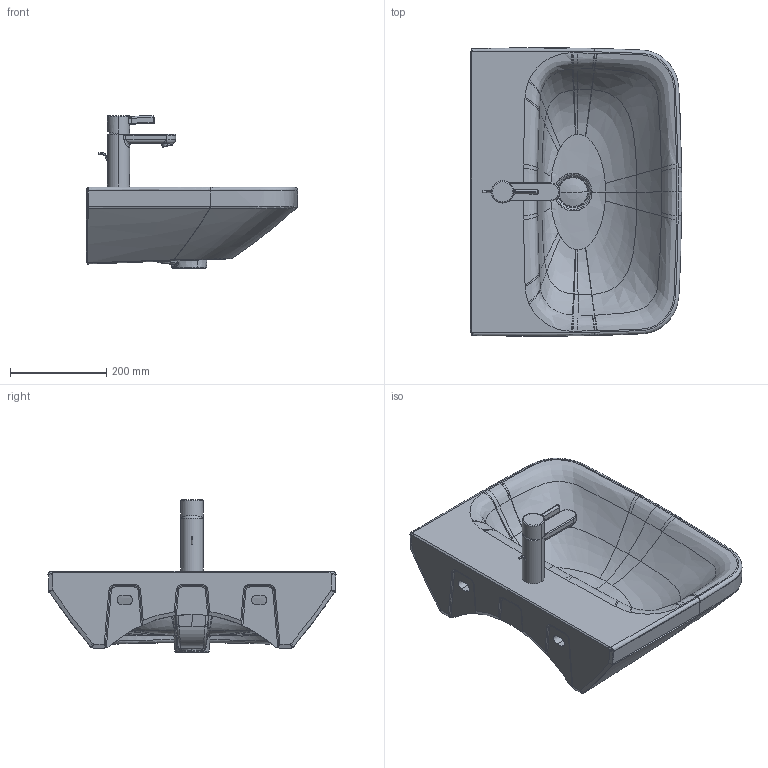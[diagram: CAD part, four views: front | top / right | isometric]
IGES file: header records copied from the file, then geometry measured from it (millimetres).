
Global section: file name: No Iges File Name specified; native system: Autodesk Inventor 2011; preprocessor: AutoDesk Inventor Iges Exporter R2011; author: Administrator; date: 20131010.090757; units: millimetre
Bounding box: 440.07 x 599.94 x 317.8 mm (x, y, z)
Volume: 14062594 mm3; surface area: 963803.9 mm2
Topology: 7 solids, 8 shells, 596 faces, 1487 edges, 910 vertices
Faces by surface type: bspline 377, plane 80, revolution 61, cylinder 54, torus 17, cone 5, sphere 2
